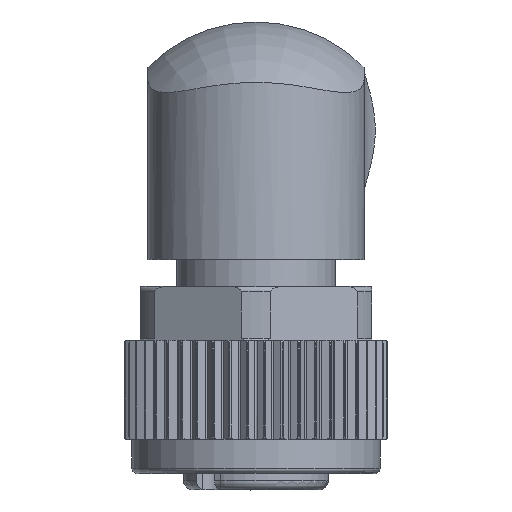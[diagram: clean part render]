
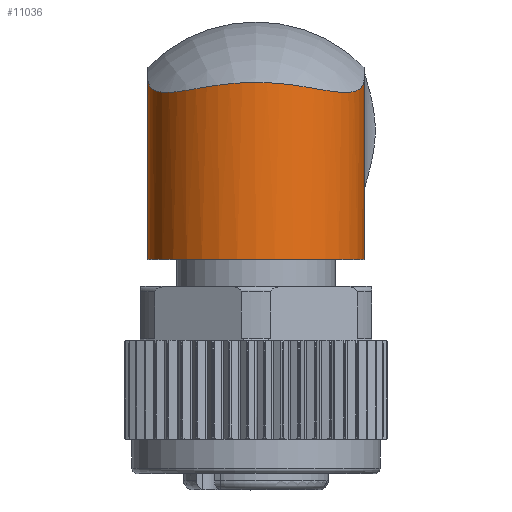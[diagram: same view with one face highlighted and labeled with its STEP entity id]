
A CAD part, top view. The second image highlights one B-rep face of the part: STEP entity #11036.
In plain terms, the highlighted cylindrical face has radius 6 mm (diameter 12 mm), a partial arc.
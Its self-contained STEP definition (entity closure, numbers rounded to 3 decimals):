
#446=LINE('',#17356,#939);
#447=LINE('',#17358,#940);
#939=VECTOR('',#13366,1000.);
#940=VECTOR('',#13369,1000.);
#1203=CYLINDRICAL_SURFACE('',#11800,6.);
#1663=CIRCLE('',#11787,6.);
#2898=ORIENTED_EDGE('',*,*,#5134,.T.);
#2899=ORIENTED_EDGE('',*,*,#5167,.T.);
#2900=ORIENTED_EDGE('',*,*,#5156,.T.);
#2901=ORIENTED_EDGE('',*,*,#5166,.F.);
#5134=EDGE_CURVE('',#6188,#6189,#6640,.T.);
#5156=EDGE_CURVE('',#6204,#6203,#1663,.T.);
#5166=EDGE_CURVE('',#6188,#6203,#446,.T.);
#5167=EDGE_CURVE('',#6189,#6204,#447,.T.);
#6188=VERTEX_POINT('',#17246);
#6189=VERTEX_POINT('',#17247);
#6203=VERTEX_POINT('',#17310);
#6204=VERTEX_POINT('',#17312);
#6640=B_SPLINE_CURVE_WITH_KNOTS('',3,(#17235,#17236,#17237,#17238,#17239,
#17240,#17241,#17242,#17243,#17244,#17245),.UNSPECIFIED.,.F.,.F.,(4,1,1,
1,1,1,1,1,4),(0.,0.002,0.005,
0.007,0.01,0.012,0.014,
0.017,0.019),.UNSPECIFIED.);
#6830=EDGE_LOOP('',(#2898,#2899,#2900,#2901));
#7319=FACE_BOUND('',#6830,.T.);
#11036=ADVANCED_FACE('',(#7319),#1203,.T.);
#11787=AXIS2_PLACEMENT_3D('',#17311,#13338,#13339);
#11800=AXIS2_PLACEMENT_3D('',#17357,#13367,#13368);
#13338=DIRECTION('',(0.,1.,0.));
#13339=DIRECTION('',(1.,0.,0.));
#13366=DIRECTION('',(0.,-1.,0.));
#13367=DIRECTION('',(0.,-1.,0.));
#13368=DIRECTION('',(0.,0.,-1.));
#13369=DIRECTION('',(0.,-1.,0.));
#17235=CARTESIAN_POINT('',(6.,2.777,0.));
#17236=CARTESIAN_POINT('',(6.,2.492,0.75));
#17237=CARTESIAN_POINT('',(5.717,2.037,2.288));
#17238=CARTESIAN_POINT('',(4.375,2.062,4.338));
#17239=CARTESIAN_POINT('',(2.378,2.479,5.679));
#17240=CARTESIAN_POINT('',(-0.001,2.697,6.161));
#17241=CARTESIAN_POINT('',(-2.382,2.479,5.677));
#17242=CARTESIAN_POINT('',(-4.37,2.064,4.34));
#17243=CARTESIAN_POINT('',(-5.714,2.035,2.298));
#17244=CARTESIAN_POINT('',(-6.,2.492,0.751));
#17245=CARTESIAN_POINT('',(-6.,2.777,0.));
#17246=CARTESIAN_POINT('',(6.,2.777,0.));
#17247=CARTESIAN_POINT('',(-6.,2.777,0.));
#17310=CARTESIAN_POINT('',(6.,-7.2,0.));
#17311=CARTESIAN_POINT('',(0.,-7.2,0.));
#17312=CARTESIAN_POINT('',(-6.,-7.2,0.));
#17356=CARTESIAN_POINT('',(6.,7.2,0.));
#17357=CARTESIAN_POINT('',(0.,7.2,0.));
#17358=CARTESIAN_POINT('',(-6.,7.2,0.));
